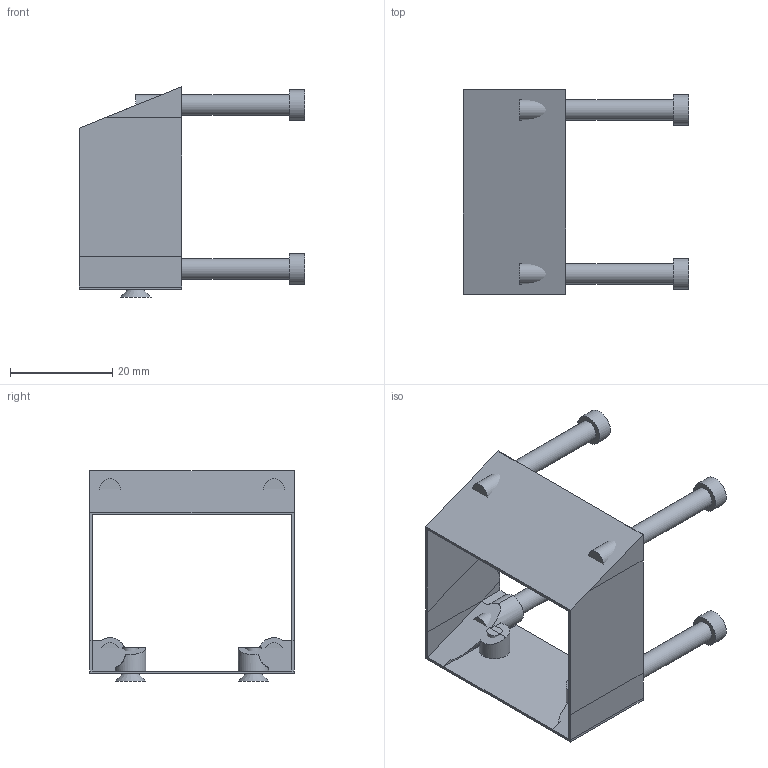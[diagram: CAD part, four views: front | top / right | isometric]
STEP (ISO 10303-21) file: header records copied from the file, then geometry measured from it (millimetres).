
FILE_DESCRIPTION(('FreeCAD Model'),'2;1');
FILE_NAME('Open CASCADE Shape Model','2026-02-17T22:00:36',(''),(''), 'Open CASCADE STEP processor 7.6','FreeCAD','Unknown');
FILE_SCHEMA(('AUTOMOTIVE_DESIGN { 1 0 10303 214 1 1 1 1 }'));
Length unit declared in the file: millimetre
Products named in the file (8): Unnamed; NF-A4x20 Shroud; fan-screw-br; fan-screw-bl; fan-screw-tr; fan-screw-tl; case-screw-r; case-screw-l
Assembly tree (7 placements, depth 2):
  Unnamed
    NF-A4x20 Shroud
    fan-screw-br
    fan-screw-bl
    fan-screw-tr
    fan-screw-tl
    case-screw-r
    case-screw-l
Bounding box: 44 x 40 x 41.08 mm (x, y, z)
Volume: 5030.4 mm3; surface area: 8700.2 mm2
Topology: 7 solids, 7 shells, 99 faces, 204 edges, 121 vertices
Faces by surface type: plane 75, cylinder 22, cone 2
Full cylindrical faces by diameter (mm): 3 x2, 4 x4, 6 x4
Entity records: 6660 total; most frequent: CARTESIAN_POINT 2285, DIRECTION 783, ORIENTED_EDGE 412, LINE 411, VECTOR 411, PCURVE 408, DEFINITIONAL_REPRESENTATION 408, EDGE_CURVE 204
